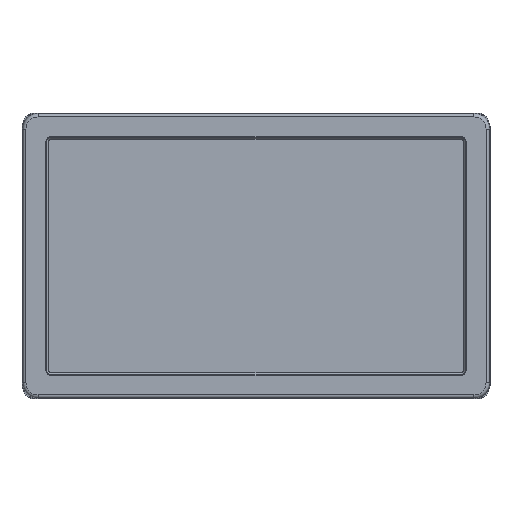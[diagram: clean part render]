
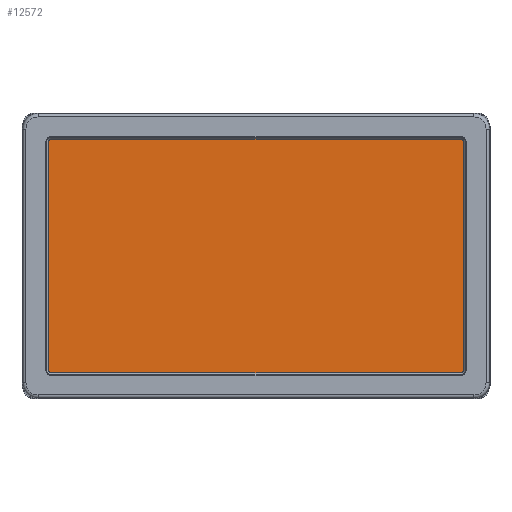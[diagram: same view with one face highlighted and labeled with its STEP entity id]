
A CAD part, top view. The second image highlights one B-rep face of the part: STEP entity #12572.
In plain terms, the highlighted planar face has unit normal (0, 0, 1).
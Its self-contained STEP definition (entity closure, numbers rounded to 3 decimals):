
#2873=DIRECTION('',(0.,1.,0.));
#2874=VECTOR('',#2873,318.24);
#2875=CARTESIAN_POINT('',(291.82,-159.12,-15.2));
#2876=LINE('',#2875,#2874);
#2877=CARTESIAN_POINT('',(285.12,-159.12,-15.2));
#2878=DIRECTION('',(0.,0.,1.));
#2879=DIRECTION('',(0.,-1.,0.));
#2880=AXIS2_PLACEMENT_3D('',#2877,#2878,#2879);
#2882=DIRECTION('',(1.,0.,0.));
#2883=VECTOR('',#2882,570.24);
#2884=CARTESIAN_POINT('',(-285.12,-165.82,-15.2));
#2885=LINE('',#2884,#2883);
#2886=CARTESIAN_POINT('',(-285.12,-159.12,-15.2));
#2887=DIRECTION('',(0.,0.,1.));
#2888=DIRECTION('',(-1.,0.,0.));
#2889=AXIS2_PLACEMENT_3D('',#2886,#2887,#2888);
#2891=DIRECTION('',(0.,-1.,0.));
#2892=VECTOR('',#2891,318.24);
#2893=CARTESIAN_POINT('',(-291.82,159.12,-15.2));
#2894=LINE('',#2893,#2892);
#2895=CARTESIAN_POINT('',(-285.12,159.12,-15.2));
#2896=DIRECTION('',(0.,0.,1.));
#2897=DIRECTION('',(0.,1.,0.));
#2898=AXIS2_PLACEMENT_3D('',#2895,#2896,#2897);
#2900=DIRECTION('',(-1.,0.,0.));
#2901=VECTOR('',#2900,570.24);
#2902=CARTESIAN_POINT('',(285.12,165.82,-15.2));
#2903=LINE('',#2902,#2901);
#2904=CARTESIAN_POINT('',(285.12,159.12,-15.2));
#2905=DIRECTION('',(0.,0.,1.));
#2906=DIRECTION('',(1.,0.,0.));
#2907=AXIS2_PLACEMENT_3D('',#2904,#2905,#2906);
#8968=CARTESIAN_POINT('',(291.82,-159.12,-15.2));
#8969=CARTESIAN_POINT('',(291.82,159.12,-15.2));
#8970=VERTEX_POINT('',#8968);
#8971=VERTEX_POINT('',#8969);
#8972=CARTESIAN_POINT('',(285.12,165.82,-15.2));
#8973=VERTEX_POINT('',#8972);
#8974=CARTESIAN_POINT('',(-285.12,165.82,-15.2));
#8975=VERTEX_POINT('',#8974);
#8976=CARTESIAN_POINT('',(-291.82,159.12,-15.2));
#8977=VERTEX_POINT('',#8976);
#8978=CARTESIAN_POINT('',(-291.82,-159.12,-15.2));
#8979=VERTEX_POINT('',#8978);
#8980=CARTESIAN_POINT('',(-285.12,-165.82,-15.2));
#8981=VERTEX_POINT('',#8980);
#8982=CARTESIAN_POINT('',(285.12,-165.82,-15.2));
#8983=VERTEX_POINT('',#8982);
#12557=CARTESIAN_POINT('',(0.,0.,-15.2));
#12558=DIRECTION('',(0.,0.,1.));
#12559=DIRECTION('',(1.,0.,0.));
#12560=AXIS2_PLACEMENT_3D('',#12557,#12558,#12559);
#12561=PLANE('',#12560);
#12562=ORIENTED_EDGE('',*,*,#12452,.F.);
#12563=ORIENTED_EDGE('',*,*,#12469,.F.);
#12564=ORIENTED_EDGE('',*,*,#12481,.F.);
#12565=ORIENTED_EDGE('',*,*,#12495,.F.);
#12566=ORIENTED_EDGE('',*,*,#12509,.F.);
#12567=ORIENTED_EDGE('',*,*,#12523,.F.);
#12568=ORIENTED_EDGE('',*,*,#12537,.F.);
#12569=ORIENTED_EDGE('',*,*,#12550,.F.);
#12570=EDGE_LOOP('',(#12562,#12563,#12564,#12565,#12566,#12567,#12568,#12569));
#12571=FACE_OUTER_BOUND('',#12570,.F.);
#12572=ADVANCED_FACE('',(#12571),#12561,.T.);
#2881=CIRCLE('',#2880,6.7);
#2890=CIRCLE('',#2889,6.7);
#2899=CIRCLE('',#2898,6.7);
#2908=CIRCLE('',#2907,6.7);
#12452=EDGE_CURVE('',#8970,#8971,#2876,.T.);
#12469=EDGE_CURVE('',#8983,#8970,#2881,.T.);
#12481=EDGE_CURVE('',#8981,#8983,#2885,.T.);
#12495=EDGE_CURVE('',#8979,#8981,#2890,.T.);
#12509=EDGE_CURVE('',#8977,#8979,#2894,.T.);
#12523=EDGE_CURVE('',#8975,#8977,#2899,.T.);
#12537=EDGE_CURVE('',#8973,#8975,#2903,.T.);
#12550=EDGE_CURVE('',#8971,#8973,#2908,.T.);
